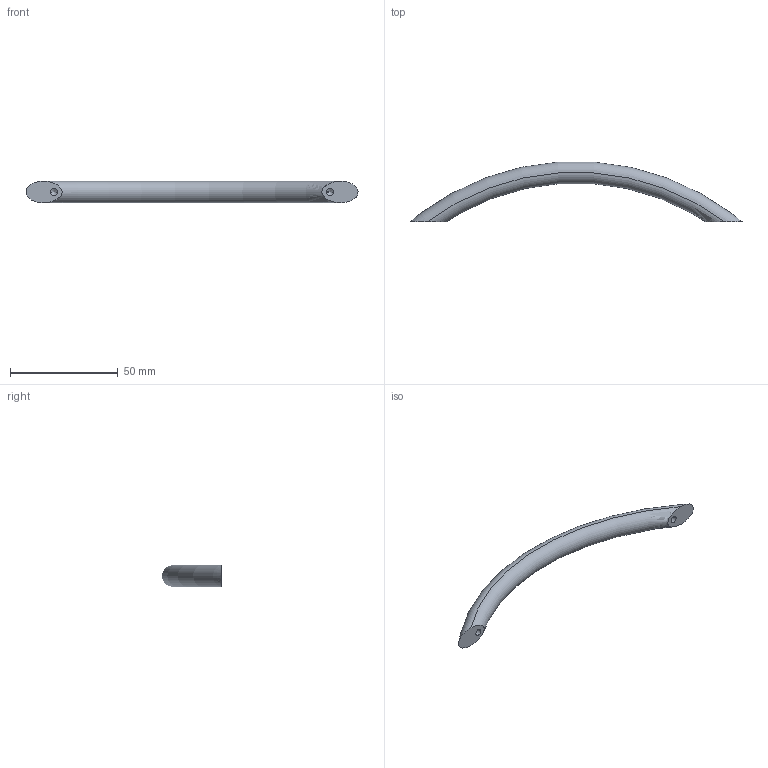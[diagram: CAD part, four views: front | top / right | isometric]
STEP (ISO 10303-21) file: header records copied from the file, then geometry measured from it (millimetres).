
FILE_DESCRIPTION(('Creo Elements/Direct Modeling STEP Export'),'2;1');
FILE_NAME('657-154Stahl.stp','2023-04-04T16:05:00',(''),(''),'Creo Elements/Direct Modeling STEP processor for AP214 (Solid Model)','Creo Elements/Direct Modeling 20.0 12-Nov-2016 (C) Parametric Technology GmbH','');
FILE_SCHEMA(('AUTOMOTIVE_DESIGN { 1 0 10303 214 1 1 1 1 }'));
Length unit declared in the file: millimetre
Products named in the file (1): FE-12007
Bounding box: 153.98 x 27.69 x 10 mm (x, y, z)
Volume: 11480.5 mm3; surface area: 5049.3 mm2
Topology: 1 solids, 1 shells, 18 faces, 38 edges, 22 vertices
Faces by surface type: cylinder 8, plane 4, cone 4, torus 2
Entity records: 1358 total; most frequent: CARTESIAN_POINT 955, DIRECTION 70, ORIENTED_EDGE 68, EDGE_CURVE 34, AXIS2_PLACEMENT_3D 29, VERTEX_POINT 22, EDGE_LOOP 22, FACE_OUTER_BOUND 18
